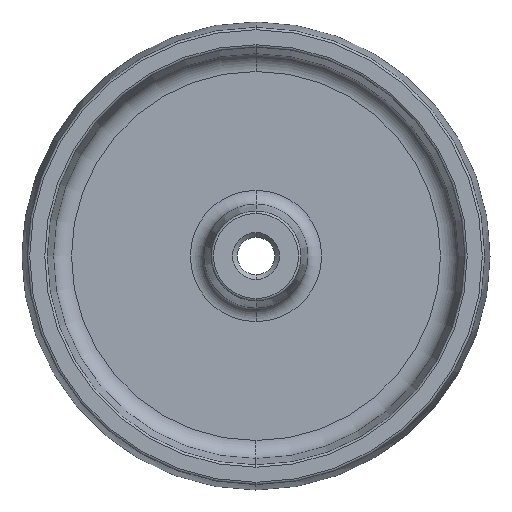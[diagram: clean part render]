
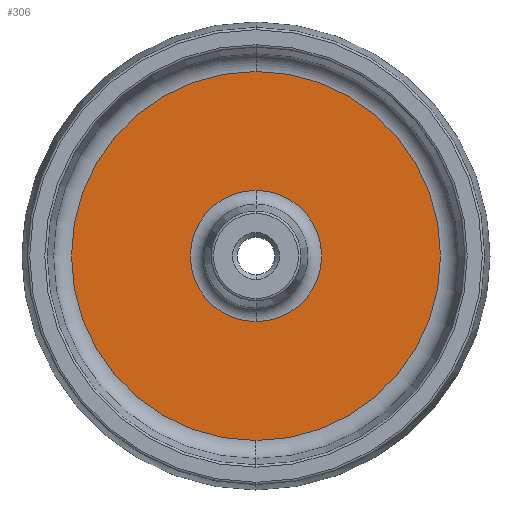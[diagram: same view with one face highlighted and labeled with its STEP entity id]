
A CAD part, left-side view. The second image highlights one B-rep face of the part: STEP entity #306.
In plain terms, the highlighted planar face has unit normal (-1, 0, 0).
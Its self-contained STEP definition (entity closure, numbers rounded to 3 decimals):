
#31 = CARTESIAN_POINT ( 'NONE',  ( -3., 11.5, 0. ) ) ;
#35 = AXIS2_PLACEMENT_3D ( 'NONE', #819, #1101, #84 ) ;
#84 = DIRECTION ( 'NONE',  ( 0., 0., 1. ) ) ;
#116 = DIRECTION ( 'NONE',  ( 0., 0., 1. ) ) ;
#155 = VERTEX_POINT ( 'NONE', #1183 ) ;
#172 = EDGE_CURVE ( 'NONE', #629, #508, #569, .T. ) ;
#293 = EDGE_CURVE ( 'NONE', #455, #155, #985, .T. ) ;
#306 = ADVANCED_FACE ( 'NONE', ( #503, #779 ), #1140, .T. ) ;
#312 = DIRECTION ( 'NONE',  ( -1., 0., 0. ) ) ;
#319 = AXIS2_PLACEMENT_3D ( 'NONE', #478, #577, #116 ) ;
#369 = EDGE_LOOP ( 'NONE', ( #1205, #447 ) ) ;
#410 = CIRCLE ( 'NONE', #319, 39.421 ) ;
#419 = CARTESIAN_POINT ( 'NONE',  ( -3., 0., 14.023 ) ) ;
#428 = CARTESIAN_POINT ( 'NONE',  ( -3., 0., 0. ) ) ;
#447 = ORIENTED_EDGE ( 'NONE', *, *, #1196, .T. ) ;
#451 = ORIENTED_EDGE ( 'NONE', *, *, #293, .T. ) ;
#455 = VERTEX_POINT ( 'NONE', #1172 ) ;
#478 = CARTESIAN_POINT ( 'NONE',  ( -3., 0., 0. ) ) ;
#503 = FACE_OUTER_BOUND ( 'NONE', #660, .T. ) ;
#508 = VERTEX_POINT ( 'NONE', #772 ) ;
#532 = ORIENTED_EDGE ( 'NONE', *, *, #974, .T. ) ;
#569 = CIRCLE ( 'NONE', #35, 14.023 ) ;
#576 = CIRCLE ( 'NONE', #669, 14.023 ) ;
#577 = DIRECTION ( 'NONE',  ( -1., 0., 0. ) ) ;
#629 = VERTEX_POINT ( 'NONE', #419 ) ;
#660 = EDGE_LOOP ( 'NONE', ( #532, #451 ) ) ;
#669 = AXIS2_PLACEMENT_3D ( 'NONE', #1005, #718, #735 ) ;
#682 = AXIS2_PLACEMENT_3D ( 'NONE', #428, #812, #1177 ) ;
#718 = DIRECTION ( 'NONE',  ( 1., 0., 0. ) ) ;
#735 = DIRECTION ( 'NONE',  ( 0., 0., 1. ) ) ;
#772 = CARTESIAN_POINT ( 'NONE',  ( -3., 0., -14.023 ) ) ;
#779 = FACE_BOUND ( 'NONE', #369, .T. ) ;
#812 = DIRECTION ( 'NONE',  ( -1., 0., 0. ) ) ;
#819 = CARTESIAN_POINT ( 'NONE',  ( -3., 0., 0. ) ) ;
#974 = EDGE_CURVE ( 'NONE', #155, #455, #410, .T. ) ;
#985 = CIRCLE ( 'NONE', #682, 39.421 ) ;
#1005 = CARTESIAN_POINT ( 'NONE',  ( -3., 0., 0. ) ) ;
#1042 = DIRECTION ( 'NONE',  ( 0., 0., 1. ) ) ;
#1101 = DIRECTION ( 'NONE',  ( 1., 0., 0. ) ) ;
#1127 = AXIS2_PLACEMENT_3D ( 'NONE', #31, #312, #1042 ) ;
#1140 = PLANE ( 'NONE',  #1127 ) ;
#1172 = CARTESIAN_POINT ( 'NONE',  ( -3., 0., -39.421 ) ) ;
#1177 = DIRECTION ( 'NONE',  ( 0., 0., 1. ) ) ;
#1183 = CARTESIAN_POINT ( 'NONE',  ( -3., 0., 39.421 ) ) ;
#1196 = EDGE_CURVE ( 'NONE', #508, #629, #576, .T. ) ;
#1205 = ORIENTED_EDGE ( 'NONE', *, *, #172, .T. ) ;
